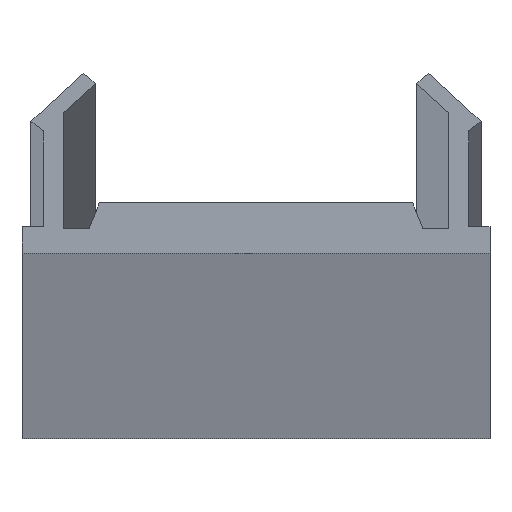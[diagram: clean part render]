
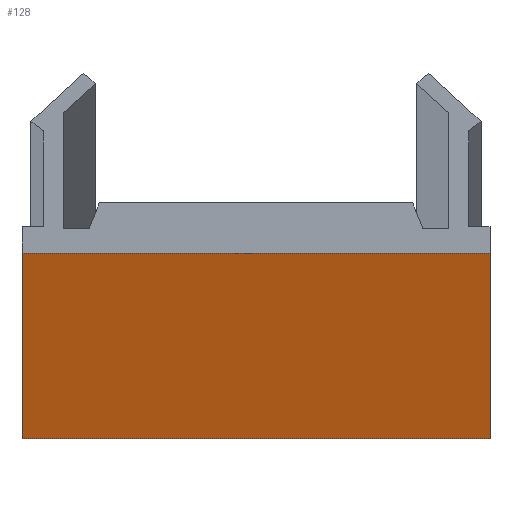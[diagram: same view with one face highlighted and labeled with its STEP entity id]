
A CAD part, top view. The second image highlights one B-rep face of the part: STEP entity #128.
In plain terms, the highlighted planar face has unit normal (0, -1, 0).
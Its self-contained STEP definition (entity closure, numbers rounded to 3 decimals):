
#12 = VERTEX_POINT ( 'NONE', #328 ) ;
#14 = ORIENTED_EDGE ( 'NONE', *, *, #207, .T. ) ;
#38 = LINE ( 'NONE', #664, #680 ) ;
#56 = VECTOR ( 'NONE', #77, 1000. ) ;
#77 = DIRECTION ( 'NONE',  ( 0., 0., -1. ) ) ;
#90 = LINE ( 'NONE', #747, #209 ) ;
#102 = CARTESIAN_POINT ( 'NONE',  ( -0.4, 0., 0. ) ) ;
#128 = ADVANCED_FACE ( 'NONE', ( #336 ), #420, .T. ) ;
#144 = ORIENTED_EDGE ( 'NONE', *, *, #787, .T. ) ;
#154 = CARTESIAN_POINT ( 'NONE',  ( -0.4, 0., 0. ) ) ;
#168 = LINE ( 'NONE', #735, #232 ) ;
#170 = CARTESIAN_POINT ( 'NONE',  ( -0.4, 0., 2000. ) ) ;
#207 = EDGE_CURVE ( 'NONE', #12, #727, #168, .T. ) ;
#209 = VECTOR ( 'NONE', #631, 1000. ) ;
#232 = VECTOR ( 'NONE', #357, 1000. ) ;
#247 = VERTEX_POINT ( 'NONE', #556 ) ;
#272 = ORIENTED_EDGE ( 'NONE', *, *, #650, .T. ) ;
#328 = CARTESIAN_POINT ( 'NONE',  ( 8.4, 0., 2000. ) ) ;
#336 = FACE_OUTER_BOUND ( 'NONE', #684, .T. ) ;
#357 = DIRECTION ( 'NONE',  ( -1., 0., 0. ) ) ;
#384 = LINE ( 'NONE', #154, #56 ) ;
#420 = PLANE ( 'NONE',  #422 ) ;
#421 = DIRECTION ( 'NONE',  ( 0., -1., 0. ) ) ;
#422 = AXIS2_PLACEMENT_3D ( 'NONE', #613, #421, #551 ) ;
#493 = EDGE_CURVE ( 'NONE', #247, #12, #90, .T. ) ;
#551 = DIRECTION ( 'NONE',  ( 0., 0., -1. ) ) ;
#556 = CARTESIAN_POINT ( 'NONE',  ( 8.4, 0., 0. ) ) ;
#601 = DIRECTION ( 'NONE',  ( 1., 0., 0. ) ) ;
#613 = CARTESIAN_POINT ( 'NONE',  ( 4., 0., 0. ) ) ;
#631 = DIRECTION ( 'NONE',  ( 0., 0., 1. ) ) ;
#650 = EDGE_CURVE ( 'NONE', #727, #793, #384, .T. ) ;
#664 = CARTESIAN_POINT ( 'NONE',  ( 4., 0., 0. ) ) ;
#680 = VECTOR ( 'NONE', #601, 1000. ) ;
#684 = EDGE_LOOP ( 'NONE', ( #144, #757, #14, #272 ) ) ;
#727 = VERTEX_POINT ( 'NONE', #170 ) ;
#735 = CARTESIAN_POINT ( 'NONE',  ( 4., 0., 2000. ) ) ;
#747 = CARTESIAN_POINT ( 'NONE',  ( 8.4, 0., 0. ) ) ;
#757 = ORIENTED_EDGE ( 'NONE', *, *, #493, .T. ) ;
#787 = EDGE_CURVE ( 'NONE', #793, #247, #38, .T. ) ;
#793 = VERTEX_POINT ( 'NONE', #102 ) ;
